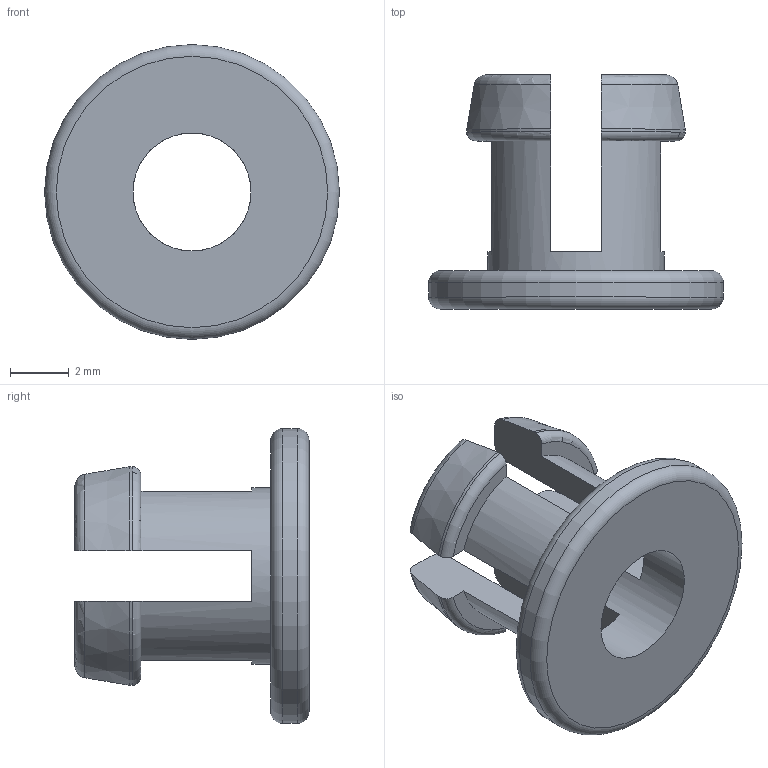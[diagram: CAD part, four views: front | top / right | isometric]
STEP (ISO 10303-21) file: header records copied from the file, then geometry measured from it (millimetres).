
FILE_DESCRIPTION(/* description */ (''),/* implementation_level */ '2;1');
FILE_NAME(/* name */ 'fitting E3DV6.stp',/* time_stamp */ '2020-11-19T20:23:17+03:00',/* author */ ('Max'),/* organization */ (''),/* preprocessor_version */ 'ST-DEVELOPER v16.5',/* originating_system */ 'Autodesk Inventor 2017',/* authorisation */ '');
FILE_SCHEMA (('AUTOMOTIVE_DESIGN { 1 0 10303 214 3 1 1 }'));
Length unit declared in the file: millimetre
Products named in the file (1): NF-Crazy   фитинг
Bounding box: 10 x 7.94 x 10 mm (x, y, z)
Volume: 166.8 mm3; surface area: 389.8 mm2
Topology: 1 solids, 1 shells, 47 faces, 133 edges, 88 vertices
Faces by surface type: plane 22, torus 14, cylinder 7, cone 4
Full cylindrical faces by diameter (mm): 4 x1, 6 x1, 10 x1
Entity records: 1602 total; most frequent: CARTESIAN_POINT 332, DIRECTION 284, ORIENTED_EDGE 252, EDGE_CURVE 126, AXIS2_PLACEMENT_3D 118, VERTEX_POINT 86, EDGE_LOOP 54, CIRCLE 54
